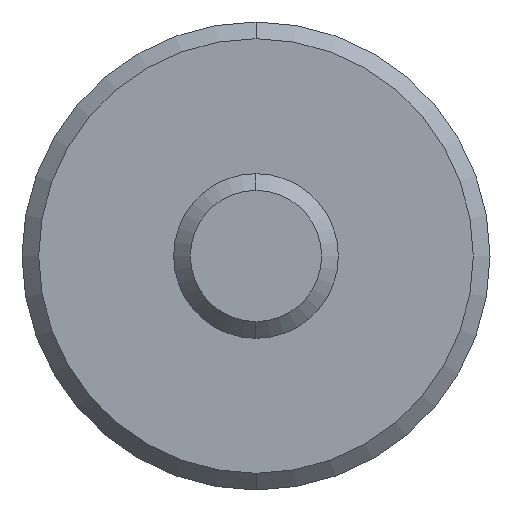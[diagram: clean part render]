
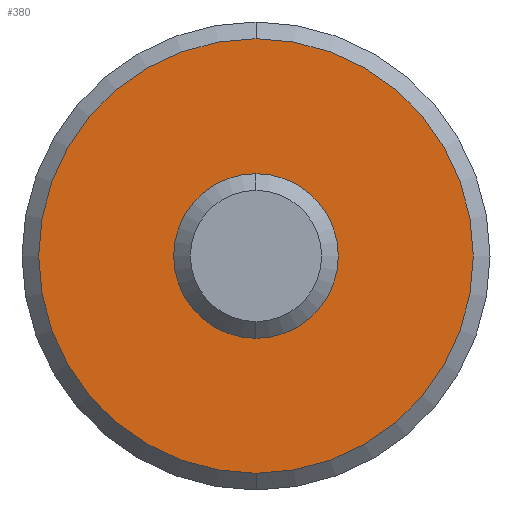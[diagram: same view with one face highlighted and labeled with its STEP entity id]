
A CAD part, left-side view. The second image highlights one B-rep face of the part: STEP entity #380.
In plain terms, the highlighted planar face has unit normal (-1, 0, 0).
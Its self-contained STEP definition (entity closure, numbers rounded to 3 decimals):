
#30 = DIRECTION ( 'NONE',  ( 0., 1., 0. ) ) ;
#31 = DIRECTION ( 'NONE',  ( -1., 0., 0. ) ) ;
#34 = ORIENTED_EDGE ( 'NONE', *, *, #358, .T. ) ;
#45 = FACE_OUTER_BOUND ( 'NONE', #445, .T. ) ;
#83 = EDGE_CURVE ( 'NONE', #480, #153, #91, .T. ) ;
#91 = CIRCLE ( 'NONE', #337, 13. ) ;
#96 = AXIS2_PLACEMENT_3D ( 'NONE', #105, #31, #327 ) ;
#105 = CARTESIAN_POINT ( 'NONE',  ( 42., 35., 8. ) ) ;
#116 = ORIENTED_EDGE ( 'NONE', *, *, #83, .T. ) ;
#133 = EDGE_CURVE ( 'NONE', #153, #480, #436, .T. ) ;
#135 = CARTESIAN_POINT ( 'NONE',  ( 42., 35., 21. ) ) ;
#138 = AXIS2_PLACEMENT_3D ( 'NONE', #224, #371, #443 ) ;
#148 = EDGE_CURVE ( 'NONE', #454, #421, #346, .T. ) ;
#149 = EDGE_LOOP ( 'NONE', ( #235, #34 ) ) ;
#153 = VERTEX_POINT ( 'NONE', #135 ) ;
#169 = CARTESIAN_POINT ( 'NONE',  ( 42., 31., 8. ) ) ;
#192 = FACE_BOUND ( 'NONE', #149, .T. ) ;
#215 = CARTESIAN_POINT ( 'NONE',  ( 42., 35., 8. ) ) ;
#221 = ORIENTED_EDGE ( 'NONE', *, *, #133, .T. ) ;
#224 = CARTESIAN_POINT ( 'NONE',  ( 42., 35., 8. ) ) ;
#235 = ORIENTED_EDGE ( 'NONE', *, *, #148, .T. ) ;
#293 = AXIS2_PLACEMENT_3D ( 'NONE', #215, #403, #30 ) ;
#327 = DIRECTION ( 'NONE',  ( 0., 0., -1. ) ) ;
#337 = AXIS2_PLACEMENT_3D ( 'NONE', #472, #478, #469 ) ;
#339 = DIRECTION ( 'NONE',  ( 0., 1., 0. ) ) ;
#346 = CIRCLE ( 'NONE', #293, 4. ) ;
#356 = CARTESIAN_POINT ( 'NONE',  ( 42., 35., -5. ) ) ;
#358 = EDGE_CURVE ( 'NONE', #421, #454, #484, .T. ) ;
#371 = DIRECTION ( 'NONE',  ( 1., 0., 0. ) ) ;
#380 = ADVANCED_FACE ( 'NONE', ( #45, #192 ), #441, .F. ) ;
#399 = AXIS2_PLACEMENT_3D ( 'NONE', #405, #446, #339 ) ;
#403 = DIRECTION ( 'NONE',  ( 1., 0., 0. ) ) ;
#405 = CARTESIAN_POINT ( 'NONE',  ( 42., 35., 8. ) ) ;
#421 = VERTEX_POINT ( 'NONE', #169 ) ;
#432 = CARTESIAN_POINT ( 'NONE',  ( 42., 39., 8. ) ) ;
#436 = CIRCLE ( 'NONE', #96, 13. ) ;
#441 = PLANE ( 'NONE',  #138 ) ;
#443 = DIRECTION ( 'NONE',  ( 0., 0., -1. ) ) ;
#445 = EDGE_LOOP ( 'NONE', ( #116, #221 ) ) ;
#446 = DIRECTION ( 'NONE',  ( 1., 0., 0. ) ) ;
#454 = VERTEX_POINT ( 'NONE', #432 ) ;
#469 = DIRECTION ( 'NONE',  ( 0., 0., -1. ) ) ;
#472 = CARTESIAN_POINT ( 'NONE',  ( 42., 35., 8. ) ) ;
#478 = DIRECTION ( 'NONE',  ( -1., 0., 0. ) ) ;
#480 = VERTEX_POINT ( 'NONE', #356 ) ;
#484 = CIRCLE ( 'NONE', #399, 4. ) ;
